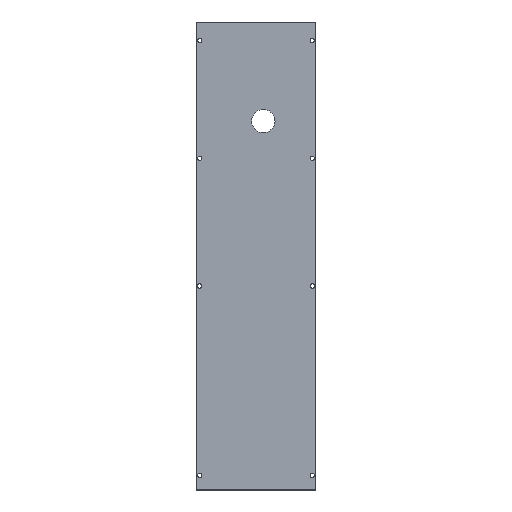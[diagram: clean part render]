
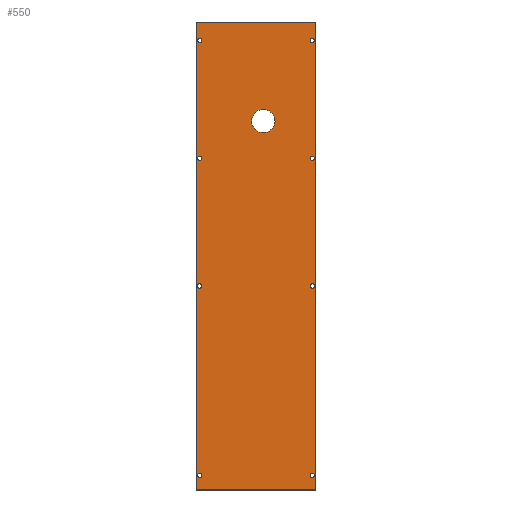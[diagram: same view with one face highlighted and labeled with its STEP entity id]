
A CAD part, top view. The second image highlights one B-rep face of the part: STEP entity #550.
In plain terms, the highlighted planar face has unit normal (0, 0, 1).
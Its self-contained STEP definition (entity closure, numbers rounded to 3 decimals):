
#484=FACE_BOUND('',#665,.T.);
#485=FACE_BOUND('',#666,.T.);
#486=FACE_BOUND('',#667,.T.);
#487=FACE_BOUND('',#668,.T.);
#488=FACE_BOUND('',#669,.T.);
#489=FACE_BOUND('',#670,.T.);
#490=FACE_BOUND('',#671,.T.);
#491=FACE_BOUND('',#672,.T.);
#492=FACE_BOUND('',#673,.T.);
#493=FACE_BOUND('',#674,.T.);
#522=CIRCLE('',#1224,8.);
#523=CIRCLE('',#1225,1.5);
#524=CIRCLE('',#1226,1.5);
#525=CIRCLE('',#1227,1.5);
#526=CIRCLE('',#1228,1.5);
#527=CIRCLE('',#1229,1.5);
#528=CIRCLE('',#1230,1.5);
#529=CIRCLE('',#1231,1.5);
#530=CIRCLE('',#1232,1.5);
#550=ADVANCED_FACE('',(#484,#485,#486,#487,#488,#489,#490,#491,#492,#493),
#596,.T.);
#596=PLANE('',#1233);
#665=EDGE_LOOP('',(#750));
#666=EDGE_LOOP('',(#751));
#667=EDGE_LOOP('',(#752));
#668=EDGE_LOOP('',(#753));
#669=EDGE_LOOP('',(#754));
#670=EDGE_LOOP('',(#755));
#671=EDGE_LOOP('',(#756));
#672=EDGE_LOOP('',(#757));
#673=EDGE_LOOP('',(#758));
#674=EDGE_LOOP('',(#759,#760,#761,#762));
#750=ORIENTED_EDGE('',*,*,#1000,.F.);
#751=ORIENTED_EDGE('',*,*,#1001,.F.);
#752=ORIENTED_EDGE('',*,*,#1002,.F.);
#753=ORIENTED_EDGE('',*,*,#1003,.F.);
#754=ORIENTED_EDGE('',*,*,#1004,.F.);
#755=ORIENTED_EDGE('',*,*,#1005,.F.);
#756=ORIENTED_EDGE('',*,*,#1006,.F.);
#757=ORIENTED_EDGE('',*,*,#1007,.F.);
#758=ORIENTED_EDGE('',*,*,#1008,.F.);
#759=ORIENTED_EDGE('',*,*,#990,.T.);
#760=ORIENTED_EDGE('',*,*,#994,.T.);
#761=ORIENTED_EDGE('',*,*,#997,.T.);
#762=ORIENTED_EDGE('',*,*,#999,.T.);
#922=VERTEX_POINT('',#1698);
#923=VERTEX_POINT('',#1700);
#925=VERTEX_POINT('',#1706);
#927=VERTEX_POINT('',#1712);
#928=VERTEX_POINT('',#1719);
#929=VERTEX_POINT('',#1721);
#930=VERTEX_POINT('',#1723);
#931=VERTEX_POINT('',#1725);
#932=VERTEX_POINT('',#1727);
#933=VERTEX_POINT('',#1729);
#934=VERTEX_POINT('',#1731);
#935=VERTEX_POINT('',#1733);
#936=VERTEX_POINT('',#1735);
#990=EDGE_CURVE('',#923,#922,#1083,.T.);
#994=EDGE_CURVE('',#922,#925,#1087,.T.);
#997=EDGE_CURVE('',#925,#927,#1090,.T.);
#999=EDGE_CURVE('',#927,#923,#1092,.T.);
#1000=EDGE_CURVE('',#928,#928,#522,.T.);
#1001=EDGE_CURVE('',#929,#929,#523,.T.);
#1002=EDGE_CURVE('',#930,#930,#524,.T.);
#1003=EDGE_CURVE('',#931,#931,#525,.T.);
#1004=EDGE_CURVE('',#932,#932,#526,.T.);
#1005=EDGE_CURVE('',#933,#933,#527,.T.);
#1006=EDGE_CURVE('',#934,#934,#528,.T.);
#1007=EDGE_CURVE('',#935,#935,#529,.T.);
#1008=EDGE_CURVE('',#936,#936,#530,.T.);
#1083=LINE('',#1699,#1152);
#1087=LINE('',#1707,#1156);
#1090=LINE('',#1713,#1159);
#1092=LINE('',#1716,#1161);
#1152=VECTOR('',#1358,1.);
#1156=VECTOR('',#1364,1.);
#1159=VECTOR('',#1369,1.);
#1161=VECTOR('',#1373,1.);
#1224=AXIS2_PLACEMENT_3D('',#1718,#1376,#1377);
#1225=AXIS2_PLACEMENT_3D('',#1720,#1378,#1379);
#1226=AXIS2_PLACEMENT_3D('',#1722,#1380,#1381);
#1227=AXIS2_PLACEMENT_3D('',#1724,#1382,#1383);
#1228=AXIS2_PLACEMENT_3D('',#1726,#1384,#1385);
#1229=AXIS2_PLACEMENT_3D('',#1728,#1386,#1387);
#1230=AXIS2_PLACEMENT_3D('',#1730,#1388,#1389);
#1231=AXIS2_PLACEMENT_3D('',#1732,#1390,#1391);
#1232=AXIS2_PLACEMENT_3D('',#1734,#1392,#1393);
#1233=AXIS2_PLACEMENT_3D('',#1736,#1394,#1395);
#1358=DIRECTION('',(0.,-1.,0.));
#1364=DIRECTION('',(1.,0.,0.));
#1369=DIRECTION('',(0.,1.,0.));
#1373=DIRECTION('',(-1.,0.,0.));
#1376=DIRECTION('',(0.,0.,1.));
#1377=DIRECTION('',(1.,0.,0.));
#1378=DIRECTION('',(0.,0.,1.));
#1379=DIRECTION('',(1.,0.,0.));
#1380=DIRECTION('',(0.,0.,1.));
#1381=DIRECTION('',(1.,0.,0.));
#1382=DIRECTION('',(0.,0.,1.));
#1383=DIRECTION('',(1.,0.,0.));
#1384=DIRECTION('',(0.,0.,1.));
#1385=DIRECTION('',(1.,0.,0.));
#1386=DIRECTION('',(0.,0.,1.));
#1387=DIRECTION('',(1.,0.,0.));
#1388=DIRECTION('',(0.,0.,1.));
#1389=DIRECTION('',(1.,0.,0.));
#1390=DIRECTION('',(0.,0.,1.));
#1391=DIRECTION('',(1.,0.,0.));
#1392=DIRECTION('',(0.,0.,1.));
#1393=DIRECTION('',(1.,0.,0.));
#1394=DIRECTION('',(0.,0.,1.));
#1395=DIRECTION('',(1.,0.,0.));
#1698=CARTESIAN_POINT('',(0.,0.,2.5));
#1699=CARTESIAN_POINT('',(0.,320.,2.5));
#1700=CARTESIAN_POINT('',(0.,320.,2.5));
#1706=CARTESIAN_POINT('',(82.,0.,2.5));
#1707=CARTESIAN_POINT('',(0.,0.,2.5));
#1712=CARTESIAN_POINT('',(82.,320.,2.5));
#1713=CARTESIAN_POINT('',(82.,0.,2.5));
#1716=CARTESIAN_POINT('',(82.,320.,2.5));
#1718=CARTESIAN_POINT('',(46.,252.3,2.5));
#1719=CARTESIAN_POINT('',(54.,252.3,2.5));
#1720=CARTESIAN_POINT('',(2.5,10.,2.5));
#1721=CARTESIAN_POINT('',(4.,10.,2.5));
#1722=CARTESIAN_POINT('',(2.5,139.5,2.5));
#1723=CARTESIAN_POINT('',(4.,139.5,2.5));
#1724=CARTESIAN_POINT('',(2.5,226.8,2.5));
#1725=CARTESIAN_POINT('',(4.,226.8,2.5));
#1726=CARTESIAN_POINT('',(2.5,307.35,2.5));
#1727=CARTESIAN_POINT('',(4.,307.35,2.5));
#1728=CARTESIAN_POINT('',(79.5,10.,2.5));
#1729=CARTESIAN_POINT('',(81.,10.,2.5));
#1730=CARTESIAN_POINT('',(79.5,139.5,2.5));
#1731=CARTESIAN_POINT('',(81.,139.5,2.5));
#1732=CARTESIAN_POINT('',(79.5,226.8,2.5));
#1733=CARTESIAN_POINT('',(81.,226.8,2.5));
#1734=CARTESIAN_POINT('',(79.5,307.35,2.5));
#1735=CARTESIAN_POINT('',(81.,307.35,2.5));
#1736=CARTESIAN_POINT('',(0.,0.,2.5));
